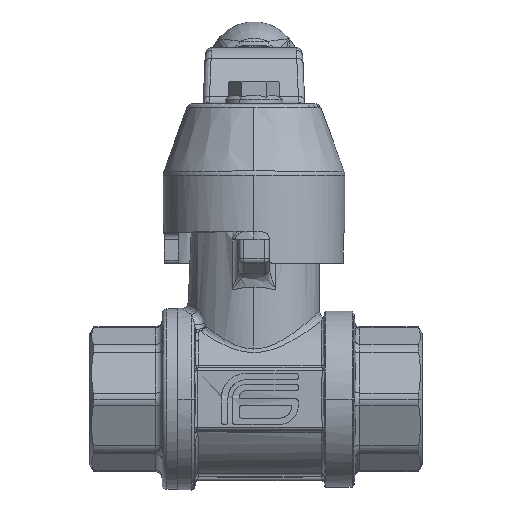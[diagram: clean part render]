
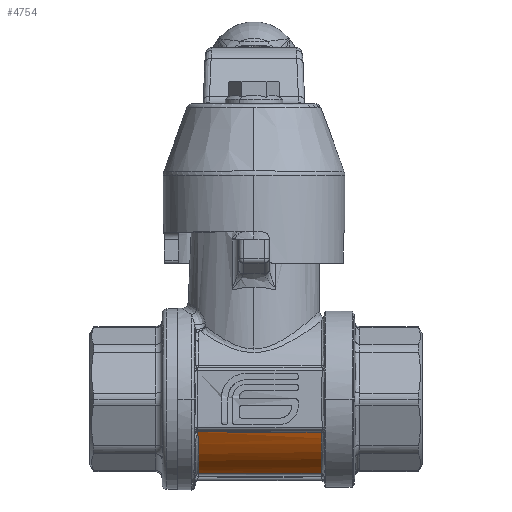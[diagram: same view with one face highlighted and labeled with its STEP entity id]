
A CAD part, top view. The second image highlights one B-rep face of the part: STEP entity #4754.
In plain terms, the highlighted cylindrical face has radius 13 mm (diameter 26 mm), a partial arc.
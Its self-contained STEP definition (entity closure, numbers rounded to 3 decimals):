
#775 = AXIS2_PLACEMENT_3D ( 'NONE', #26534, #24728, #3077 ) ;
#833 = VERTEX_POINT ( 'NONE', #19308 ) ;
#1954 = VERTEX_POINT ( 'NONE', #5518 ) ;
#3077 = DIRECTION ( 'NONE',  ( 0., 0., -1. ) ) ;
#3995 = CARTESIAN_POINT ( 'NONE',  ( -8.814, -8.072, 10.313 ) ) ;
#4256 = CARTESIAN_POINT ( 'NONE',  ( 4.205, -5.296, 11.872 ) ) ;
#4507 = EDGE_CURVE ( 'NONE', #22027, #26924, #15406, .T. ) ;
#4754 = ADVANCED_FACE ( 'NONE', ( #9501 ), #11763, .T. ) ;
#5518 = CARTESIAN_POINT ( 'NONE',  ( -8.992, -5.252, 12.149 ) ) ;
#6367 = CARTESIAN_POINT ( 'NONE',  ( -8.814, -11.872, 5.296 ) ) ;
#6932 = CARTESIAN_POINT ( 'NONE',  ( -2.305, -11.872, 5.296 ) ) ;
#6962 = EDGE_CURVE ( 'NONE', #1954, #22027, #14270, .T. ) ;
#7476 = CARTESIAN_POINT ( 'NONE',  ( 10.714, -11.872, 5.296 ) ) ;
#7645 = CARTESIAN_POINT ( 'NONE',  ( 10.714, -6.744, 11.226 ) ) ;
#8460 = CARTESIAN_POINT ( 'NONE',  ( -8.814, -11.226, 6.744 ) ) ;
#8719 = ORIENTED_EDGE ( 'NONE', *, *, #11658, .T. ) ;
#9320 = CARTESIAN_POINT ( 'NONE',  ( 10.714, -8.072, 10.313 ) ) ;
#9501 = FACE_OUTER_BOUND ( 'NONE', #26329, .T. ) ;
#11436 = CARTESIAN_POINT ( 'NONE',  ( 10.714, -10.313, 8.072 ) ) ;
#11658 = EDGE_CURVE ( 'NONE', #833, #1954, #14147, .T. ) ;
#11763 = CYLINDRICAL_SURFACE ( 'NONE', #775, 13. ) ;
#11851 = CARTESIAN_POINT ( 'NONE',  ( 10.714, -11.872, 5.296 ) ) ;
#12910 = ORIENTED_EDGE ( 'NONE', *, *, #4507, .T. ) ;
#13454 = ORIENTED_EDGE ( 'NONE', *, *, #6962, .T. ) ;
#14147 = B_SPLINE_CURVE_WITH_KNOTS ( 'NONE', 3,
 ( #14328, #4256, #21280, #27154 ),
 .UNSPECIFIED., .F., .F.,
 ( 4, 4 ),
 ( 0., 1. ),
 .UNSPECIFIED. ) ;
#14270 = B_SPLINE_CURVE_WITH_KNOTS ( 'NONE', 3,
 ( #27583, #21296, #3995, #19222, #8460, #6367 ),
 .UNSPECIFIED., .F., .F.,
 ( 4, 2, 4 ),
 ( 0., 0.5, 1. ),
 .UNSPECIFIED. ) ;
#14328 = CARTESIAN_POINT ( 'NONE',  ( 10.714, -5.296, 11.872 ) ) ;
#15368 = B_SPLINE_CURVE_WITH_KNOTS ( 'NONE', 3,
 ( #11851, #20356, #11436, #9320, #7645, #16155 ),
 .UNSPECIFIED., .F., .F.,
 ( 4, 2, 4 ),
 ( 0., 0.5, 1. ),
 .UNSPECIFIED. ) ;
#15406 = B_SPLINE_CURVE_WITH_KNOTS ( 'NONE', 3,
 ( #18087, #6932, #15454, #7476 ),
 .UNSPECIFIED., .F., .F.,
 ( 4, 4 ),
 ( 0., 1. ),
 .UNSPECIFIED. ) ;
#15454 = CARTESIAN_POINT ( 'NONE',  ( 4.205, -11.872, 5.296 ) ) ;
#15629 = CARTESIAN_POINT ( 'NONE',  ( 10.714, -11.872, 5.296 ) ) ;
#16155 = CARTESIAN_POINT ( 'NONE',  ( 10.714, -5.296, 11.872 ) ) ;
#17326 = CARTESIAN_POINT ( 'NONE',  ( -8.814, -11.872, 5.296 ) ) ;
#18087 = CARTESIAN_POINT ( 'NONE',  ( -8.814, -11.872, 5.296 ) ) ;
#19222 = CARTESIAN_POINT ( 'NONE',  ( -8.814, -10.313, 8.072 ) ) ;
#19308 = CARTESIAN_POINT ( 'NONE',  ( 10.714, -5.296, 11.872 ) ) ;
#19310 = ORIENTED_EDGE ( 'NONE', *, *, #20392, .T. ) ;
#20356 = CARTESIAN_POINT ( 'NONE',  ( 10.714, -11.226, 6.744 ) ) ;
#20392 = EDGE_CURVE ( 'NONE', #26924, #833, #15368, .T. ) ;
#21280 = CARTESIAN_POINT ( 'NONE',  ( -2.305, -5.296, 11.872 ) ) ;
#21296 = CARTESIAN_POINT ( 'NONE',  ( -8.814, -6.744, 11.226 ) ) ;
#22027 = VERTEX_POINT ( 'NONE', #17326 ) ;
#24728 = DIRECTION ( 'NONE',  ( 1., 0., 0. ) ) ;
#26329 = EDGE_LOOP ( 'NONE', ( #8719, #13454, #12910, #19310 ) ) ;
#26534 = CARTESIAN_POINT ( 'NONE',  ( 44., 0., 0. ) ) ;
#26924 = VERTEX_POINT ( 'NONE', #15629 ) ;
#27154 = CARTESIAN_POINT ( 'NONE',  ( -8.814, -5.296, 11.872 ) ) ;
#27583 = CARTESIAN_POINT ( 'NONE',  ( -8.814, -5.296, 11.872 ) ) ;
